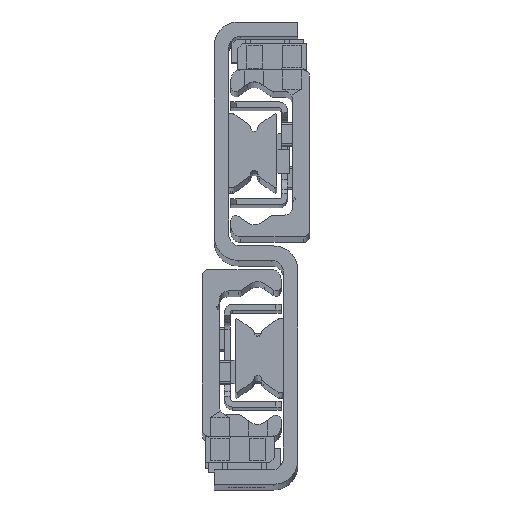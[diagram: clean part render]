
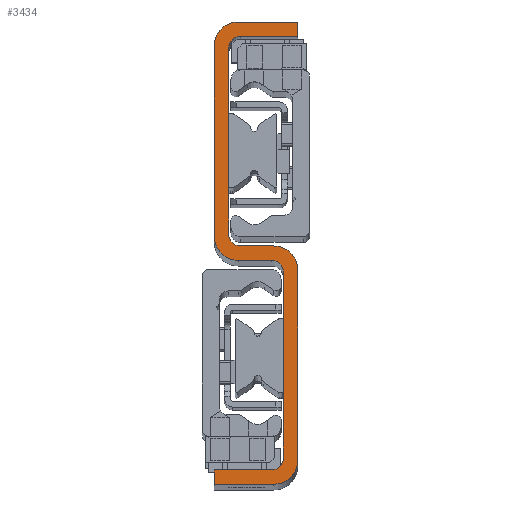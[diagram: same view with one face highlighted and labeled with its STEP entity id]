
A CAD part, top view. The second image highlights one B-rep face of the part: STEP entity #3434.
In plain terms, the highlighted planar face has unit normal (0, 0, 1).
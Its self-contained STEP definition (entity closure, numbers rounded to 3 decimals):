
#2532=CARTESIAN_POINT('',(17.5,97.,690.0));
#2533=VERTEX_POINT('',#2532);
#2534=CARTESIAN_POINT('',(17.5,94.0,690.0));
#2535=VERTEX_POINT('',#2534);
#2536=CARTESIAN_POINT('',(17.5,97.,690.0));
#2537=DIRECTION('',(0.0,-1.0,0.0));
#2538=VECTOR('',#2537,3.);
#2539=LINE('',#2536,#2538);
#2540=EDGE_CURVE('',#2533,#2535,#2539,.T.);
#2572=CARTESIAN_POINT('',(5.5,94.0,690.0));
#2573=VERTEX_POINT('',#2572);
#2574=CARTESIAN_POINT('',(17.5,94.0,690.0));
#2575=DIRECTION('',(-1.0,0.0,0.0));
#2576=VECTOR('',#2575,12.);
#2577=LINE('',#2574,#2576);
#2578=EDGE_CURVE('',#2535,#2573,#2577,.T.);
#2630=CARTESIAN_POINT('',(3.,91.5,690.0));
#2631=VERTEX_POINT('',#2630);
#2632=CARTESIAN_POINT('',(5.5,91.5,690.0));
#2633=DIRECTION('',(0.0,0.0,1.0));
#2634=DIRECTION('',(0.0,-1.0,0.0));
#2635=AXIS2_PLACEMENT_3D('',#2632,#2633,#2634);
#2636=CIRCLE('',#2635,2.5);
#2637=EDGE_CURVE('',#2573,#2631,#2636,.T.);
#2663=CARTESIAN_POINT('',(3.,52.5,690.0));
#2664=VERTEX_POINT('',#2663);
#2665=CARTESIAN_POINT('',(3.,91.5,690.0));
#2666=DIRECTION('',(0.0,-1.0,0.0));
#2667=VECTOR('',#2666,39.0);
#2668=LINE('',#2665,#2667);
#2669=EDGE_CURVE('',#2631,#2664,#2668,.T.);
#2721=CARTESIAN_POINT('',(5.5,50.0,690.0));
#2722=VERTEX_POINT('',#2721);
#2723=CARTESIAN_POINT('',(5.5,52.5,690.0));
#2724=DIRECTION('',(0.0,0.0,1.0));
#2725=DIRECTION('',(1.0,0.0,0.0));
#2726=AXIS2_PLACEMENT_3D('',#2723,#2724,#2725);
#2727=CIRCLE('',#2726,2.5);
#2728=EDGE_CURVE('',#2664,#2722,#2727,.T.);
#2754=CARTESIAN_POINT('',(12.5,50.,690.0));
#2755=VERTEX_POINT('',#2754);
#2756=CARTESIAN_POINT('',(5.5,50.0,690.0));
#2757=DIRECTION('',(1.0,0.0,0.0));
#2758=VECTOR('',#2757,7.);
#2759=LINE('',#2756,#2758);
#2760=EDGE_CURVE('',#2722,#2755,#2759,.T.);
#2785=CARTESIAN_POINT('',(17.5,45.,690.0));
#2786=VERTEX_POINT('',#2785);
#2787=CARTESIAN_POINT('',(12.5,45.,690.0));
#2788=DIRECTION('',(0.0,0.0,-1.0));
#2789=DIRECTION('',(1.0,0.0,0.0));
#2790=AXIS2_PLACEMENT_3D('',#2787,#2788,#2789);
#2791=CIRCLE('',#2790,5.0);
#2792=EDGE_CURVE('',#2755,#2786,#2791,.T.);
#2818=CARTESIAN_POINT('',(17.5,5.,690.0));
#2819=VERTEX_POINT('',#2818);
#2820=CARTESIAN_POINT('',(17.5,45.,690.0));
#2821=DIRECTION('',(0.0,-1.0,0.0));
#2822=VECTOR('',#2821,40.);
#2823=LINE('',#2820,#2822);
#2824=EDGE_CURVE('',#2786,#2819,#2823,.T.);
#2876=CARTESIAN_POINT('',(12.5,0.0,690.0));
#2877=VERTEX_POINT('',#2876);
#2878=CARTESIAN_POINT('',(12.5,5.,690.0));
#2879=DIRECTION('',(0.0,0.0,-1.));
#2880=DIRECTION('',(0.,-1.,0.0));
#2881=AXIS2_PLACEMENT_3D('',#2878,#2879,#2880);
#2882=CIRCLE('',#2881,5.0);
#2883=EDGE_CURVE('',#2819,#2877,#2882,.T.);
#2909=CARTESIAN_POINT('',(0.,0.0,690.0));
#2910=VERTEX_POINT('',#2909);
#2911=CARTESIAN_POINT('',(12.5,0.0,690.0));
#2912=DIRECTION('',(-1.0,0.0,0.0));
#2913=VECTOR('',#2912,12.5);
#2914=LINE('',#2911,#2913);
#2915=EDGE_CURVE('',#2877,#2910,#2914,.T.);
#2967=CARTESIAN_POINT('',(0.,3.,690.0));
#2968=VERTEX_POINT('',#2967);
#2969=CARTESIAN_POINT('',(0.,0.0,690.0));
#2970=DIRECTION('',(0.0,1.0,0.0));
#2971=VECTOR('',#2970,3.);
#2972=LINE('',#2969,#2971);
#2973=EDGE_CURVE('',#2910,#2968,#2972,.T.);
#2998=CARTESIAN_POINT('',(12.0,3.,690.0));
#2999=VERTEX_POINT('',#2998);
#3000=CARTESIAN_POINT('',(0.,3.,690.0));
#3001=DIRECTION('',(1.0,0.0,0.0));
#3002=VECTOR('',#3001,12.);
#3003=LINE('',#3000,#3002);
#3004=EDGE_CURVE('',#2968,#2999,#3003,.T.);
#3056=CARTESIAN_POINT('',(14.5,5.5,690.0));
#3057=VERTEX_POINT('',#3056);
#3058=CARTESIAN_POINT('',(12.0,5.5,690.0));
#3059=DIRECTION('',(0.0,0.0,1.0));
#3060=DIRECTION('',(0.0,1.0,0.0));
#3061=AXIS2_PLACEMENT_3D('',#3058,#3059,#3060);
#3062=CIRCLE('',#3061,2.5);
#3063=EDGE_CURVE('',#2999,#3057,#3062,.T.);
#3089=CARTESIAN_POINT('',(14.5,44.5,690.0));
#3090=VERTEX_POINT('',#3089);
#3091=CARTESIAN_POINT('',(14.5,5.5,690.0));
#3092=DIRECTION('',(0.0,1.0,0.0));
#3093=VECTOR('',#3092,39.0);
#3094=LINE('',#3091,#3093);
#3095=EDGE_CURVE('',#3057,#3090,#3094,.T.);
#3147=CARTESIAN_POINT('',(12.0,47.0,690.0));
#3148=VERTEX_POINT('',#3147);
#3149=CARTESIAN_POINT('',(12.0,44.5,690.0));
#3150=DIRECTION('',(0.0,0.0,1.0));
#3151=DIRECTION('',(-1.0,0.0,0.0));
#3152=AXIS2_PLACEMENT_3D('',#3149,#3150,#3151);
#3153=CIRCLE('',#3152,2.5);
#3154=EDGE_CURVE('',#3090,#3148,#3153,.T.);
#3180=CARTESIAN_POINT('',(5.,47.0,690.0));
#3181=VERTEX_POINT('',#3180);
#3182=CARTESIAN_POINT('',(12.0,47.0,690.0));
#3183=DIRECTION('',(-1.0,0.0,0.0));
#3184=VECTOR('',#3183,7.0);
#3185=LINE('',#3182,#3184);
#3186=EDGE_CURVE('',#3148,#3181,#3185,.T.);
#3211=CARTESIAN_POINT('',(0.0,52.0,690.0));
#3212=VERTEX_POINT('',#3211);
#3213=CARTESIAN_POINT('',(5.,52.0,690.0));
#3214=DIRECTION('',(0.0,0.0,-1.0));
#3215=DIRECTION('',(-1.0,0.0,0.0));
#3216=AXIS2_PLACEMENT_3D('',#3213,#3214,#3215);
#3217=CIRCLE('',#3216,5.0);
#3218=EDGE_CURVE('',#3181,#3212,#3217,.T.);
#3244=CARTESIAN_POINT('',(0.0,92.,690.0));
#3245=VERTEX_POINT('',#3244);
#3246=CARTESIAN_POINT('',(0.0,52.0,690.0));
#3247=DIRECTION('',(0.0,1.0,0.0));
#3248=VECTOR('',#3247,40.);
#3249=LINE('',#3246,#3248);
#3250=EDGE_CURVE('',#3212,#3245,#3249,.T.);
#3302=CARTESIAN_POINT('',(5.,97.,690.0));
#3303=VERTEX_POINT('',#3302);
#3304=CARTESIAN_POINT('',(5.0,92.,690.0));
#3305=DIRECTION('',(0.0,0.0,-1.0));
#3306=DIRECTION('',(0.0,1.0,0.0));
#3307=AXIS2_PLACEMENT_3D('',#3304,#3305,#3306);
#3308=CIRCLE('',#3307,5.0);
#3309=EDGE_CURVE('',#3245,#3303,#3308,.T.);
#3335=CARTESIAN_POINT('',(5.0,97.,690.0));
#3336=DIRECTION('',(1.0,0.0,0.0));
#3337=VECTOR('',#3336,12.5);
#3338=LINE('',#3335,#3337);
#3339=EDGE_CURVE('',#3303,#2533,#3338,.T.);
#3407=CARTESIAN_POINT('',(8.75,48.5,690.0));
#3408=DIRECTION('',(0.0,0.0,1.0));
#3409=DIRECTION('',(1.0,0.0,0.0));
#3410=AXIS2_PLACEMENT_3D('',#3407,#3408,#3409);
#3411=PLANE('',#3410);
#3412=ORIENTED_EDGE('',*,*,#2540,.F.);
#3413=ORIENTED_EDGE('',*,*,#3339,.F.);
#3414=ORIENTED_EDGE('',*,*,#3309,.F.);
#3415=ORIENTED_EDGE('',*,*,#3250,.F.);
#3416=ORIENTED_EDGE('',*,*,#3218,.F.);
#3417=ORIENTED_EDGE('',*,*,#3186,.F.);
#3418=ORIENTED_EDGE('',*,*,#3154,.F.);
#3419=ORIENTED_EDGE('',*,*,#3095,.F.);
#3420=ORIENTED_EDGE('',*,*,#3063,.F.);
#3421=ORIENTED_EDGE('',*,*,#3004,.F.);
#3422=ORIENTED_EDGE('',*,*,#2973,.F.);
#3423=ORIENTED_EDGE('',*,*,#2915,.F.);
#3424=ORIENTED_EDGE('',*,*,#2883,.F.);
#3425=ORIENTED_EDGE('',*,*,#2824,.F.);
#3426=ORIENTED_EDGE('',*,*,#2792,.F.);
#3427=ORIENTED_EDGE('',*,*,#2760,.F.);
#3428=ORIENTED_EDGE('',*,*,#2728,.F.);
#3429=ORIENTED_EDGE('',*,*,#2669,.F.);
#3430=ORIENTED_EDGE('',*,*,#2637,.F.);
#3431=ORIENTED_EDGE('',*,*,#2578,.F.);
#3432=EDGE_LOOP('',(#3412,#3413,#3414,#3415,#3416,#3417,#3418,#3419,#3420,#3421,#3422,#3423,#3424,#3425,#3426,#3427,#3428,#3429,#3430,#3431));
#3433=FACE_OUTER_BOUND('',#3432,.T.);
#3434=ADVANCED_FACE('',(#3433),#3411,.T.);
